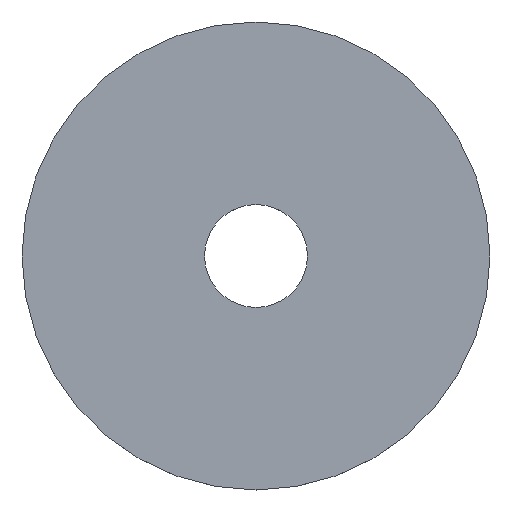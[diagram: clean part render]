
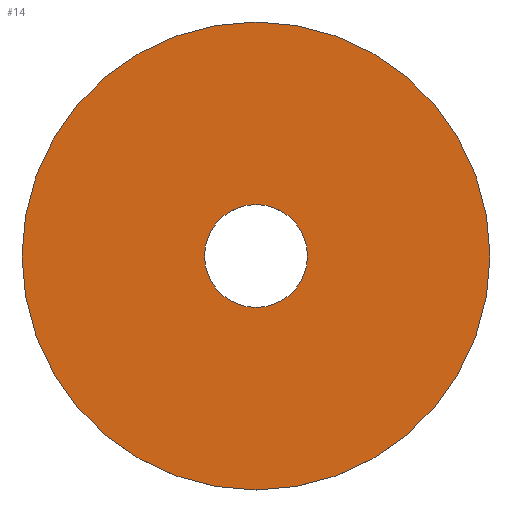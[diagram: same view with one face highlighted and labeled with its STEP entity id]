
A CAD part, top view. The second image highlights one B-rep face of the part: STEP entity #14.
In plain terms, the highlighted planar face has unit normal (0, 0, 1).
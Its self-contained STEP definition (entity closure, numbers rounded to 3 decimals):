
#1 = VERTEX_POINT ( 'NONE', #136 ) ;
#4 = DIRECTION ( 'NONE',  ( 0., 0., -1. ) ) ;
#13 = FACE_BOUND ( 'NONE', #135, .T. ) ;
#14 = ADVANCED_FACE ( 'NONE', ( #13, #155 ), #159, .T. ) ;
#16 = CARTESIAN_POINT ( 'NONE',  ( 0., 0., 2.5 ) ) ;
#24 = EDGE_CURVE ( 'NONE', #42, #42, #62, .T. ) ;
#25 = DIRECTION ( 'NONE',  ( 0., -1., 0. ) ) ;
#32 = AXIS2_PLACEMENT_3D ( 'NONE', #16, #85, #104 ) ;
#38 = AXIS2_PLACEMENT_3D ( 'NONE', #73, #4, #152 ) ;
#42 = VERTEX_POINT ( 'NONE', #89 ) ;
#51 = ORIENTED_EDGE ( 'NONE', *, *, #78, .F. ) ;
#61 = CIRCLE ( 'NONE', #38, 50. ) ;
#62 = CIRCLE ( 'NONE', #32, 11. ) ;
#63 = DIRECTION ( 'NONE',  ( 0., 0., 1. ) ) ;
#73 = CARTESIAN_POINT ( 'NONE',  ( 0., 0., 2.5 ) ) ;
#78 = EDGE_CURVE ( 'NONE', #1, #1, #61, .T. ) ;
#85 = DIRECTION ( 'NONE',  ( 0., 0., -1. ) ) ;
#88 = EDGE_LOOP ( 'NONE', ( #51 ) ) ;
#89 = CARTESIAN_POINT ( 'NONE',  ( 0., 11., 2.5 ) ) ;
#104 = DIRECTION ( 'NONE',  ( 0., 1., 0. ) ) ;
#121 = CARTESIAN_POINT ( 'NONE',  ( 0., 11., 2.5 ) ) ;
#135 = EDGE_LOOP ( 'NONE', ( #143 ) ) ;
#136 = CARTESIAN_POINT ( 'NONE',  ( 0., 50., 2.5 ) ) ;
#141 = AXIS2_PLACEMENT_3D ( 'NONE', #121, #63, #25 ) ;
#143 = ORIENTED_EDGE ( 'NONE', *, *, #24, .T. ) ;
#152 = DIRECTION ( 'NONE',  ( 0., 1., 0. ) ) ;
#155 = FACE_OUTER_BOUND ( 'NONE', #88, .T. ) ;
#159 = PLANE ( 'NONE',  #141 ) ;
